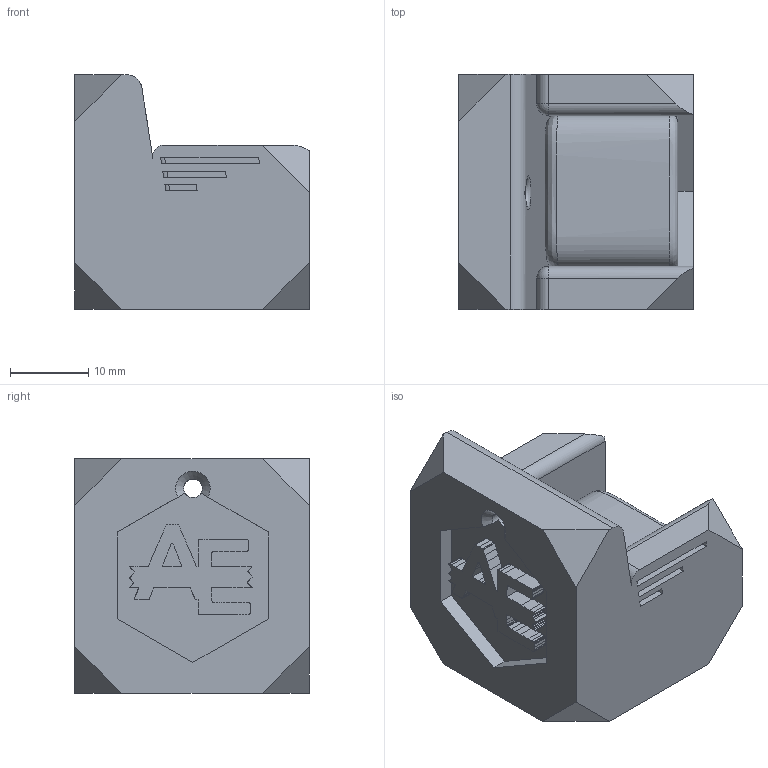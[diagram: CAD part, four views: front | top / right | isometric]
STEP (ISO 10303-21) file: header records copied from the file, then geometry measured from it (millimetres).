
FILE_DESCRIPTION(/* description */ ('STEP AP242','CAx-IF Rec.Pracs.---Representation and Presentation of Product Manufacturing Information (PMI)---4.0---2014-10-13','CAx-IF Rec.Pracs.---3D Tessellated Geometry---0.4---2014-09-14','2;1'),/* implementation_level */ '2;1');
FILE_NAME(/* name */ '656ab195c4a7b77e20bffcad',/* time_stamp */ '2023-12-02T04:24:54Z',/* author */ (''),/* organization */ (''),/* preprocessor_version */ 'ST-DEVELOPER v19.4',/* originating_system */ ' ',/* authorisation */ ' ');
FILE_SCHEMA (('AP242_MANAGED_MODEL_BASED_3D_ENGINEERING_MIM_LF { 1 0 10303 442 1 1 4 }'));
Length unit declared in the file: metre
Products named in the file (1): Voron_Design_Cube_v8
Bounding box: 30 x 30 x 30 mm (x, y, z)
Volume: 16192.6 mm3; surface area: 6494 mm2
Topology: 1 solids, 1 shells, 326 faces, 949 edges, 628 vertices
Faces by surface type: cylinder 187, plane 129, bspline 5, cone 3, sphere 2
Full cylindrical faces by diameter (mm): 2.4 x1, 11.3 x1, 15.3 x1
Entity records: 11318 total; most frequent: CARTESIAN_POINT 2372, DIRECTION 1953, ORIENTED_EDGE 1880, EDGE_CURVE 940, AXIS2_PLACEMENT_3D 711, VERTEX_POINT 626, LINE 531, VECTOR 531
